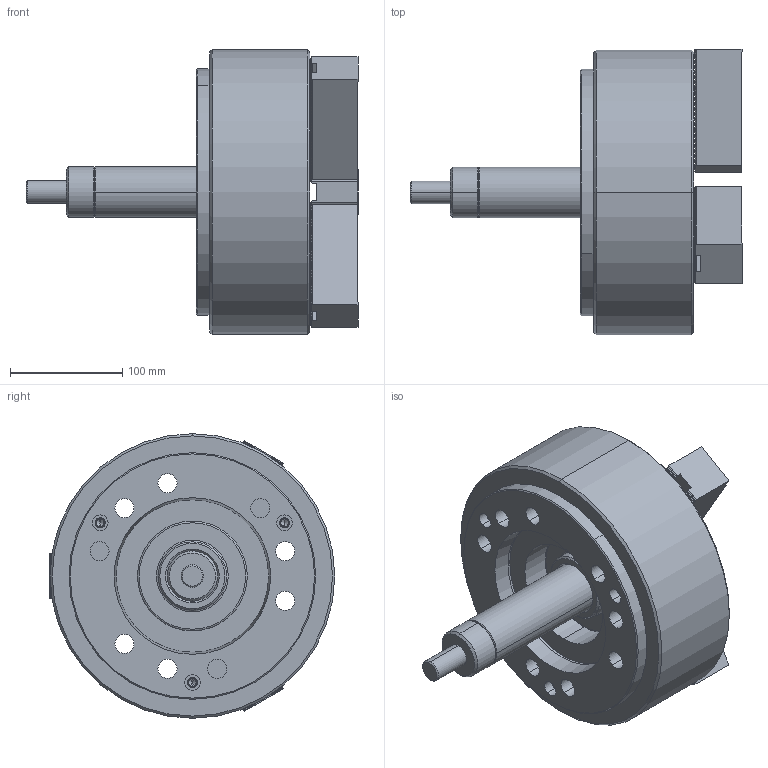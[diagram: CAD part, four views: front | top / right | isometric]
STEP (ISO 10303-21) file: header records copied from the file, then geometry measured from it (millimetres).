
FILE_DESCRIPTION (( 'STEP AP203' ), '1' );
FILE_NAME ('3P-10A8²Õ¦X¥ó.STEP', '2011-03-15T07:39:26', ( 'user' ), ( '' ), 'SwSTEP 2.0', 'SolidWorks 2010', '' );
FILE_SCHEMA (( 'CONFIG_CONTROL_DESIGN' ));
Length unit declared in the file: metre
Products named in the file (8): 3P-10A8組合件; 3P-10連接管螺栓; SJ-10; 3P-10連接管螺帽; 3P-10本體; 3P-10中仁; 3P-10連接管; 3H-10A8法蘭板
Assembly tree (9 placements, depth 2):
  3P-10A8組合件
    3P-10本體
    3P-10中仁
    3H-10A8法蘭板
    SJ-10  x3
    3P-10連接管螺栓
    3P-10連接管螺帽
    3P-10連接管
Bounding box: 296.2 x 254.67 x 254 mm (x, y, z)
Volume: 4923743 mm3; surface area: 445133 mm2
Topology: 9 solids, 9 shells, 2029 faces, 5946 edges, 3943 vertices
Faces by surface type: plane 1411, cylinder 546, cone 66, torus 6
Entity records: 27480 total; most frequent: CARTESIAN_POINT 5754, ORIENTED_EDGE 4672, DIRECTION 3982, EDGE_CURVE 2336, LINE 1672, VECTOR 1672, VERTEX_POINT 1543, AXIS2_PLACEMENT_3D 1155
